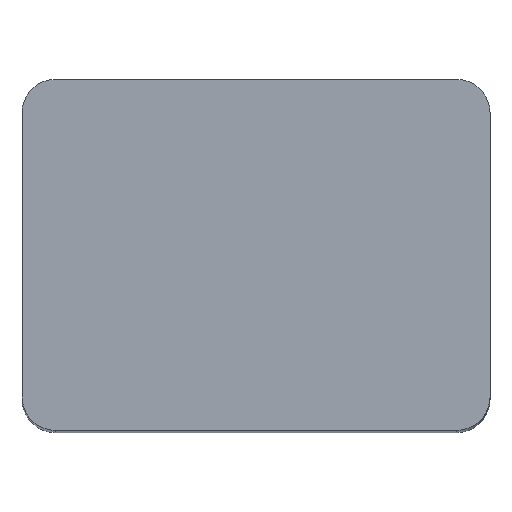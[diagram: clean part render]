
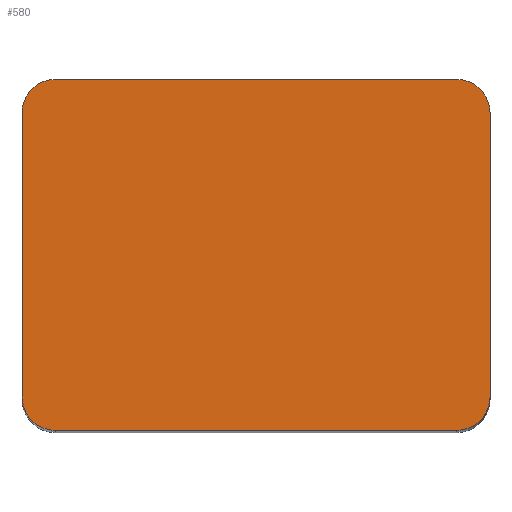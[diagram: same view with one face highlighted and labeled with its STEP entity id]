
A CAD part, top view. The second image highlights one B-rep face of the part: STEP entity #580.
In plain terms, the highlighted planar face has unit normal (0, 0, 1).
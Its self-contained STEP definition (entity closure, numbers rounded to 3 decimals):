
#268=CARTESIAN_POINT('',(-6.0,-5.25,40.0));
#269=VERTEX_POINT('',#268);
#276=CARTESIAN_POINT('',(-7.0,-4.25,40.0));
#277=VERTEX_POINT('',#276);
#278=CARTESIAN_POINT('',(-6.0,-4.25,40.0));
#279=DIRECTION('',(0.0,0.0,-1.0));
#280=DIRECTION('',(-0.707,-0.707,0.0));
#281=AXIS2_PLACEMENT_3D('',#278,#279,#280);
#282=CIRCLE('',#281,1.0);
#283=EDGE_CURVE('',#269,#277,#282,.T.);
#332=CARTESIAN_POINT('',(-7.0,4.25,40.0));
#333=VERTEX_POINT('',#332);
#334=CARTESIAN_POINT('',(-7.0,-4.25,40.0));
#335=DIRECTION('',(0.0,1.0,0.0));
#336=VECTOR('',#335,8.5);
#337=LINE('',#334,#336);
#338=EDGE_CURVE('',#277,#333,#337,.T.);
#366=CARTESIAN_POINT('',(7.0,-4.25,40.0));
#367=VERTEX_POINT('',#366);
#374=CARTESIAN_POINT('',(6.0,-5.25,40.0));
#375=VERTEX_POINT('',#374);
#376=CARTESIAN_POINT('',(6.0,-4.25,40.0));
#377=DIRECTION('',(0.0,0.0,-1.0));
#378=DIRECTION('',(0.707,-0.707,0.0));
#379=AXIS2_PLACEMENT_3D('',#376,#377,#378);
#380=CIRCLE('',#379,1.0);
#381=EDGE_CURVE('',#367,#375,#380,.T.);
#406=CARTESIAN_POINT('',(7.0,4.25,40.0));
#407=VERTEX_POINT('',#406);
#414=CARTESIAN_POINT('',(7.0,4.25,40.0));
#415=DIRECTION('',(0.0,-1.0,0.0));
#416=VECTOR('',#415,8.5);
#417=LINE('',#414,#416);
#418=EDGE_CURVE('',#407,#367,#417,.T.);
#454=CARTESIAN_POINT('',(6.0,5.25,40.0));
#455=VERTEX_POINT('',#454);
#462=CARTESIAN_POINT('',(6.0,4.25,40.0));
#463=DIRECTION('',(0.0,0.0,-1.0));
#464=DIRECTION('',(0.707,0.707,0.0));
#465=AXIS2_PLACEMENT_3D('',#462,#463,#464);
#466=CIRCLE('',#465,1.0);
#467=EDGE_CURVE('',#455,#407,#466,.T.);
#501=CARTESIAN_POINT('',(-6.0,5.25,40.0));
#502=VERTEX_POINT('',#501);
#509=CARTESIAN_POINT('',(-6.0,5.25,40.0));
#510=DIRECTION('',(1.0,0.0,0.0));
#511=VECTOR('',#510,12.0);
#512=LINE('',#509,#511);
#513=EDGE_CURVE('',#502,#455,#512,.T.);
#525=CARTESIAN_POINT('',(-6.0,4.25,40.0));
#526=DIRECTION('',(0.0,0.0,-1.0));
#527=DIRECTION('',(-0.707,0.707,0.0));
#528=AXIS2_PLACEMENT_3D('',#525,#526,#527);
#529=CIRCLE('',#528,1.0);
#530=EDGE_CURVE('',#333,#502,#529,.T.);
#560=CARTESIAN_POINT('',(0.0,0.,40.0));
#561=DIRECTION('',(0.0,0.0,1.0));
#562=DIRECTION('',(1.0,0.0,0.0));
#563=AXIS2_PLACEMENT_3D('',#560,#561,#562);
#564=PLANE('',#563);
#565=ORIENTED_EDGE('',*,*,#283,.F.);
#566=CARTESIAN_POINT('',(6.0,-5.25,40.0));
#567=DIRECTION('',(-1.0,0.0,0.0));
#568=VECTOR('',#567,12.0);
#569=LINE('',#566,#568);
#570=EDGE_CURVE('',#375,#269,#569,.T.);
#571=ORIENTED_EDGE('',*,*,#570,.F.);
#572=ORIENTED_EDGE('',*,*,#381,.F.);
#573=ORIENTED_EDGE('',*,*,#418,.F.);
#574=ORIENTED_EDGE('',*,*,#467,.F.);
#575=ORIENTED_EDGE('',*,*,#513,.F.);
#576=ORIENTED_EDGE('',*,*,#530,.F.);
#577=ORIENTED_EDGE('',*,*,#338,.F.);
#578=EDGE_LOOP('',(#565,#571,#572,#573,#574,#575,#576,#577));
#579=FACE_OUTER_BOUND('',#578,.T.);
#580=ADVANCED_FACE('',(#579),#564,.T.);
